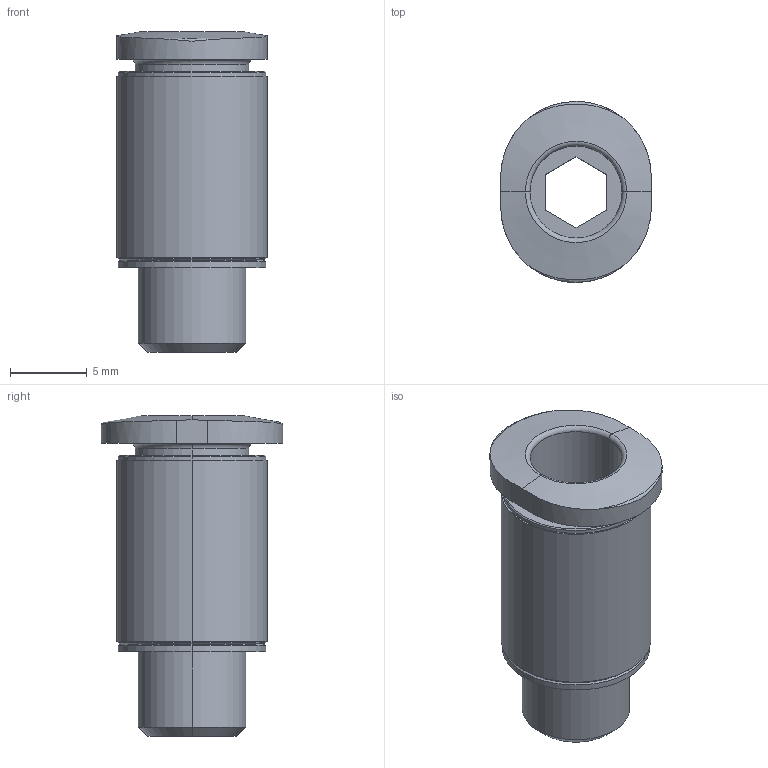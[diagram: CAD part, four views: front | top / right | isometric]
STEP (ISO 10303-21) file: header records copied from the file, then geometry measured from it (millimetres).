
FILE_DESCRIPTION (( 'STEP AP203' ), '1' );
FILE_NAME ('SE_01_1_4004.STEP', '2020-10-21T10:27:36', ( '' ), ( '' ), 'SwSTEP 2.0', 'SolidWorks 2017', '' );
FILE_SCHEMA (( 'CONFIG_CONTROL_DESIGN' ));
Length unit declared in the file: millimetre
Products named in the file (1): SE_01_1_4004
Bounding box: 9.8 x 11.8 x 20.9 mm (x, y, z)
Volume: 899.9 mm3; surface area: 1146 mm2
Topology: 1 solids, 1 shells, 47 faces, 106 edges, 66 vertices
Faces by surface type: cylinder 16, plane 15, cone 10, torus 6
Entity records: 1453 total; most frequent: CARTESIAN_POINT 302, DIRECTION 236, ORIENTED_EDGE 212, EDGE_CURVE 106, AXIS2_PLACEMENT_3D 94, VERTEX_POINT 66, EDGE_LOOP 54, LINE 48
